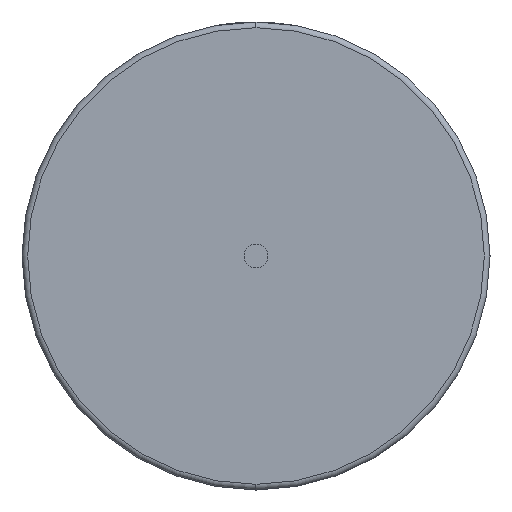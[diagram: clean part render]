
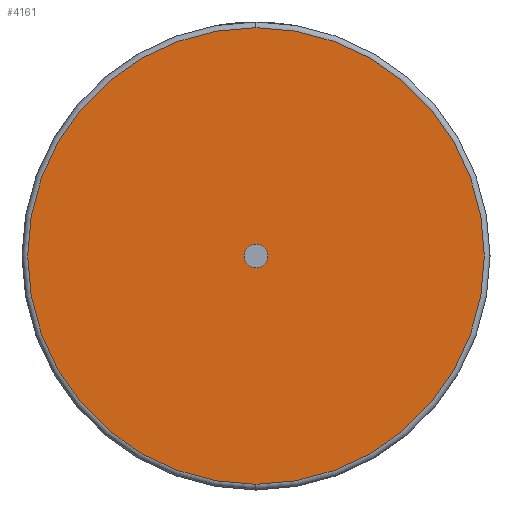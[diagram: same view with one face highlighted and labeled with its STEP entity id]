
A CAD part, left-side view. The second image highlights one B-rep face of the part: STEP entity #4161.
In plain terms, the highlighted planar face has unit normal (-1, 0, 0).
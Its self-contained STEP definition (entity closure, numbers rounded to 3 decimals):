
#192 = CARTESIAN_POINT ( 'NONE',  ( 0., 0., 0. ) ) ;
#369 = CARTESIAN_POINT ( 'NONE',  ( 0., 0., 10. ) ) ;
#484 = EDGE_CURVE ( 'NONE', #1158, #2113, #2954, .T. ) ;
#486 = ORIENTED_EDGE ( 'NONE', *, *, #2006, .T. ) ;
#730 = CIRCLE ( 'NONE', #4062, 0.515 ) ;
#836 = DIRECTION ( 'NONE',  ( 0., 0., -1. ) ) ;
#847 = CARTESIAN_POINT ( 'NONE',  ( 0., 0., -0.515 ) ) ;
#890 = AXIS2_PLACEMENT_3D ( 'NONE', #3009, #1169, #2647 ) ;
#891 = DIRECTION ( 'NONE',  ( 1., 0., 0. ) ) ;
#1054 = ORIENTED_EDGE ( 'NONE', *, *, #3908, .F. ) ;
#1158 = VERTEX_POINT ( 'NONE', #4486 ) ;
#1169 = DIRECTION ( 'NONE',  ( -1., 0., 0. ) ) ;
#1193 = DIRECTION ( 'NONE',  ( -1., 0., 0. ) ) ;
#1242 = AXIS2_PLACEMENT_3D ( 'NONE', #3713, #3391, #836 ) ;
#1671 = EDGE_CURVE ( 'NONE', #3359, #2686, #2406, .T. ) ;
#1735 = ORIENTED_EDGE ( 'NONE', *, *, #484, .T. ) ;
#1803 = AXIS2_PLACEMENT_3D ( 'NONE', #2138, #2111, #2825 ) ;
#2006 = EDGE_CURVE ( 'NONE', #2113, #1158, #2568, .T. ) ;
#2111 = DIRECTION ( 'NONE',  ( -1., 0., 0. ) ) ;
#2113 = VERTEX_POINT ( 'NONE', #369 ) ;
#2138 = CARTESIAN_POINT ( 'NONE',  ( 0., 0., 0. ) ) ;
#2195 = AXIS2_PLACEMENT_3D ( 'NONE', #192, #891, #2350 ) ;
#2350 = DIRECTION ( 'NONE',  ( 0., 0., -1. ) ) ;
#2406 = CIRCLE ( 'NONE', #1242, 0.515 ) ;
#2482 = EDGE_LOOP ( 'NONE', ( #1735, #486 ) ) ;
#2568 = CIRCLE ( 'NONE', #1803, 10. ) ;
#2647 = DIRECTION ( 'NONE',  ( 0., 0., -1. ) ) ;
#2664 = DIRECTION ( 'NONE',  ( 0., 0., -1. ) ) ;
#2686 = VERTEX_POINT ( 'NONE', #847 ) ;
#2825 = DIRECTION ( 'NONE',  ( 0., 0., -1. ) ) ;
#2954 = CIRCLE ( 'NONE', #890, 10. ) ;
#3009 = CARTESIAN_POINT ( 'NONE',  ( 0., 0., 0. ) ) ;
#3359 = VERTEX_POINT ( 'NONE', #4544 ) ;
#3391 = DIRECTION ( 'NONE',  ( -1., 0., 0. ) ) ;
#3500 = FACE_OUTER_BOUND ( 'NONE', #2482, .T. ) ;
#3555 = FACE_BOUND ( 'NONE', #4452, .T. ) ;
#3713 = CARTESIAN_POINT ( 'NONE',  ( 0., 0., 0. ) ) ;
#3723 = ORIENTED_EDGE ( 'NONE', *, *, #1671, .F. ) ;
#3908 = EDGE_CURVE ( 'NONE', #2686, #3359, #730, .T. ) ;
#4062 = AXIS2_PLACEMENT_3D ( 'NONE', #4551, #1193, #2664 ) ;
#4161 = ADVANCED_FACE ( 'NONE', ( #3500, #3555 ), #4214, .F. ) ;
#4214 = PLANE ( 'NONE',  #2195 ) ;
#4452 = EDGE_LOOP ( 'NONE', ( #1054, #3723 ) ) ;
#4486 = CARTESIAN_POINT ( 'NONE',  ( 0., 0., -10. ) ) ;
#4544 = CARTESIAN_POINT ( 'NONE',  ( 0., 0., 0.515 ) ) ;
#4551 = CARTESIAN_POINT ( 'NONE',  ( 0., 0., 0. ) ) ;
